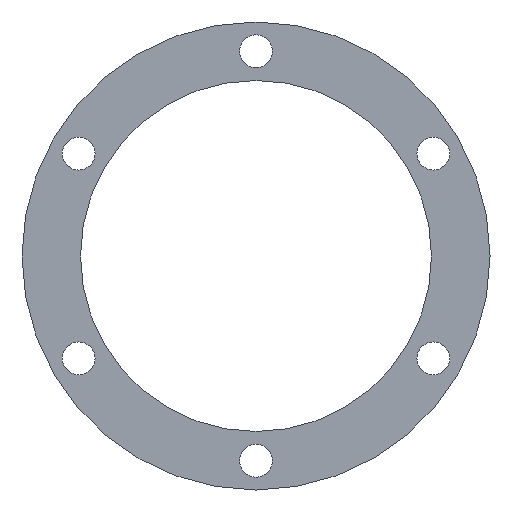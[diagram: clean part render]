
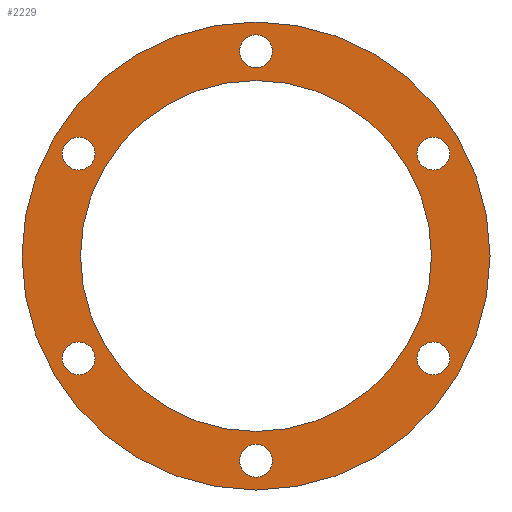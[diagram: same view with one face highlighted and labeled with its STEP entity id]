
A CAD part, front view. The second image highlights one B-rep face of the part: STEP entity #2229.
In plain terms, the highlighted planar face has unit normal (0, -1, 0).
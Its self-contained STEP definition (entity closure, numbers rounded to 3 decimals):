
#71=CIRCLE('',#2312,7.);
#73=CIRCLE('',#2315,7.);
#75=CIRCLE('',#2318,7.);
#77=CIRCLE('',#2321,7.);
#79=CIRCLE('',#2324,7.);
#81=CIRCLE('',#2327,7.);
#108=CIRCLE('',#2403,75.);
#110=CIRCLE('',#2406,100.);
#203=FACE_BOUND('',#538,.T.);
#204=FACE_BOUND('',#539,.T.);
#205=FACE_BOUND('',#540,.T.);
#206=FACE_BOUND('',#541,.T.);
#207=FACE_BOUND('',#542,.T.);
#208=FACE_BOUND('',#543,.T.);
#209=FACE_BOUND('',#544,.T.);
#333=FACE_OUTER_BOUND('',#537,.T.);
#537=EDGE_LOOP('',(#1975));
#538=EDGE_LOOP('',(#1976));
#539=EDGE_LOOP('',(#1977));
#540=EDGE_LOOP('',(#1978));
#541=EDGE_LOOP('',(#1979));
#542=EDGE_LOOP('',(#1980));
#543=EDGE_LOOP('',(#1981));
#544=EDGE_LOOP('',(#1982));
#1135=VERTEX_POINT('',#3371);
#1137=VERTEX_POINT('',#3376);
#1139=VERTEX_POINT('',#3381);
#1141=VERTEX_POINT('',#3386);
#1143=VERTEX_POINT('',#3391);
#1145=VERTEX_POINT('',#3396);
#1196=VERTEX_POINT('',#3571);
#1198=VERTEX_POINT('',#3576);
#1391=EDGE_CURVE('',#1135,#1135,#71,.T.);
#1393=EDGE_CURVE('',#1137,#1137,#73,.T.);
#1395=EDGE_CURVE('',#1139,#1139,#75,.T.);
#1397=EDGE_CURVE('',#1141,#1141,#77,.T.);
#1399=EDGE_CURVE('',#1143,#1143,#79,.T.);
#1401=EDGE_CURVE('',#1145,#1145,#81,.T.);
#1476=EDGE_CURVE('',#1196,#1196,#108,.T.);
#1478=EDGE_CURVE('',#1198,#1198,#110,.T.);
#1975=ORIENTED_EDGE('',*,*,#1478,.T.);
#1976=ORIENTED_EDGE('',*,*,#1391,.T.);
#1977=ORIENTED_EDGE('',*,*,#1393,.T.);
#1978=ORIENTED_EDGE('',*,*,#1395,.T.);
#1979=ORIENTED_EDGE('',*,*,#1397,.T.);
#1980=ORIENTED_EDGE('',*,*,#1399,.T.);
#1981=ORIENTED_EDGE('',*,*,#1401,.T.);
#1982=ORIENTED_EDGE('',*,*,#1476,.T.);
#2117=PLANE('',#2407);
#2229=ADVANCED_FACE('',(#333,#203,#204,#205,#206,#207,#208,#209),#2117,
 .F.);
#2312=AXIS2_PLACEMENT_3D('',#3372,#2737,#2738);
#2315=AXIS2_PLACEMENT_3D('',#3377,#2743,#2744);
#2318=AXIS2_PLACEMENT_3D('',#3382,#2749,#2750);
#2321=AXIS2_PLACEMENT_3D('',#3387,#2755,#2756);
#2324=AXIS2_PLACEMENT_3D('',#3392,#2761,#2762);
#2327=AXIS2_PLACEMENT_3D('',#3397,#2767,#2768);
#2403=AXIS2_PLACEMENT_3D('',#3572,#2967,#2968);
#2406=AXIS2_PLACEMENT_3D('',#3577,#2973,#2974);
#2407=AXIS2_PLACEMENT_3D('',#3578,#2975,#2976);
#2737=DIRECTION('center_axis',(0.,1.,0.));
#2738=DIRECTION('ref_axis',(-0.5,0.,-0.866));
#2743=DIRECTION('center_axis',(0.,1.,0.));
#2744=DIRECTION('ref_axis',(0.5,0.,-0.866));
#2749=DIRECTION('center_axis',(0.,1.,0.));
#2750=DIRECTION('ref_axis',(1.,0.,0.));
#2755=DIRECTION('center_axis',(0.,1.,0.));
#2756=DIRECTION('ref_axis',(0.5,0.,0.866));
#2761=DIRECTION('center_axis',(0.,1.,0.));
#2762=DIRECTION('ref_axis',(-0.5,0.,0.866));
#2767=DIRECTION('center_axis',(0.,1.,0.));
#2768=DIRECTION('ref_axis',(-1.,0.,0.));
#2967=DIRECTION('center_axis',(0.,1.,0.));
#2968=DIRECTION('ref_axis',(1.,0.,0.));
#2973=DIRECTION('center_axis',(0.,-1.,0.));
#2974=DIRECTION('ref_axis',(1.,0.,0.));
#2975=DIRECTION('center_axis',(0.,1.,0.));
#2976=DIRECTION('ref_axis',(0.,0.,1.));
#3371=CARTESIAN_POINT('',(-72.277,0.,49.812));
#3372=CARTESIAN_POINT('Origin',(-75.777,0.,43.75));
#3376=CARTESIAN_POINT('',(-79.277,0.,-37.688));
#3377=CARTESIAN_POINT('Origin',(-75.777,0.,-43.75));
#3381=CARTESIAN_POINT('',(-7.,0.,-87.5));
#3382=CARTESIAN_POINT('Origin',(0.,0.,-87.5));
#3386=CARTESIAN_POINT('',(72.277,0.,-49.812));
#3387=CARTESIAN_POINT('Origin',(75.777,0.,-43.75));
#3391=CARTESIAN_POINT('',(79.277,0.,37.688));
#3392=CARTESIAN_POINT('Origin',(75.777,0.,43.75));
#3396=CARTESIAN_POINT('',(7.,0.,87.5));
#3397=CARTESIAN_POINT('Origin',(0.,0.,87.5));
#3571=CARTESIAN_POINT('',(-75.,0.,0.));
#3572=CARTESIAN_POINT('Origin',(0.,0.,0.));
#3576=CARTESIAN_POINT('',(-100.,0.,0.));
#3577=CARTESIAN_POINT('Origin',(0.,0.,0.));
#3578=CARTESIAN_POINT('Origin',(0.,0.,0.));
